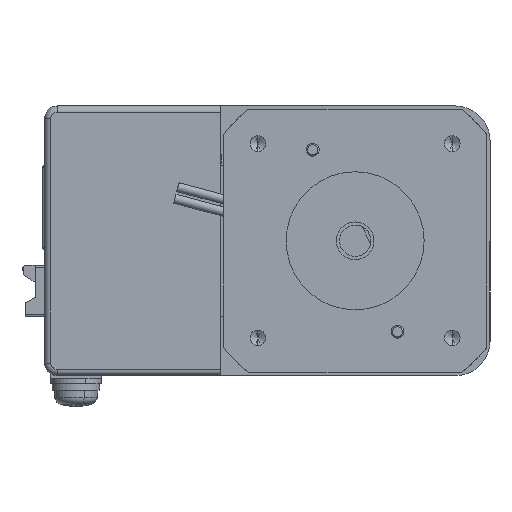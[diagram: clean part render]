
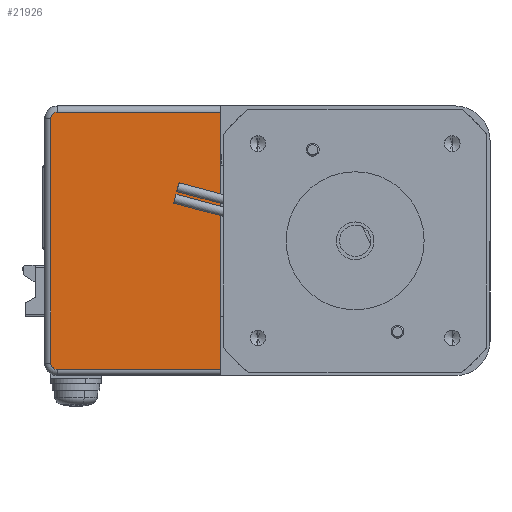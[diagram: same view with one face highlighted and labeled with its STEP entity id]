
A CAD part, left-side view. The second image highlights one B-rep face of the part: STEP entity #21926.
In plain terms, the highlighted planar face has unit normal (-1, 0, 0).
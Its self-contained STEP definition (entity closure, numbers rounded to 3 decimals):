
#2693 = LINE ( 'NONE', #119879, #98981 ) ;
#16301 = CARTESIAN_POINT ( 'NONE',  ( -46., 69., -42. ) ) ;
#16836 = DIRECTION ( 'NONE',  ( -1., 0., 0. ) ) ;
#19611 = PLANE ( 'NONE',  #119117 ) ;
#20137 = CARTESIAN_POINT ( 'NONE',  ( -46., 69., -1. ) ) ;
#21926 = ADVANCED_FACE ( 'NONE', ( #77732 ), #19611, .F. ) ;
#31586 = CARTESIAN_POINT ( 'NONE',  ( -46., 70., -2. ) ) ;
#34276 = CARTESIAN_POINT ( 'NONE',  ( -46., 0., 0. ) ) ;
#37486 = VECTOR ( 'NONE', #164195, 1000. ) ;
#39079 = LINE ( 'NONE', #70417, #124551 ) ;
#39938 = CARTESIAN_POINT ( 'NONE',  ( -46., 43., -1. ) ) ;
#45225 = CIRCLE ( 'NONE', #131709, 1. ) ;
#48391 = ORIENTED_EDGE ( 'NONE', *, *, #77296, .T. ) ;
#58740 = ORIENTED_EDGE ( 'NONE', *, *, #99025, .F. ) ;
#58895 = EDGE_CURVE ( 'NONE', #75801, #152572, #74569, .T. ) ;
#66275 = EDGE_CURVE ( 'NONE', #89788, #75801, #45225, .T. ) ;
#69220 = DIRECTION ( 'NONE',  ( 0., 0., -1. ) ) ;
#70417 = CARTESIAN_POINT ( 'NONE',  ( -46., 0., -1. ) ) ;
#73799 = VERTEX_POINT ( 'NONE', #94116 ) ;
#74569 = LINE ( 'NONE', #135320, #37486 ) ;
#75801 = VERTEX_POINT ( 'NONE', #31586 ) ;
#77296 = EDGE_CURVE ( 'NONE', #175679, #89788, #39079, .T. ) ;
#77732 = FACE_OUTER_BOUND ( 'NONE', #174985, .T. ) ;
#85356 = DIRECTION ( 'NONE',  ( 0., 0., -1. ) ) ;
#89788 = VERTEX_POINT ( 'NONE', #20137 ) ;
#89942 = DIRECTION ( 'NONE',  ( 0., 0., -1. ) ) ;
#92860 = DIRECTION ( 'NONE',  ( 0., -1., 0. ) ) ;
#94116 = CARTESIAN_POINT ( 'NONE',  ( -46., 43., -42. ) ) ;
#94242 = ORIENTED_EDGE ( 'NONE', *, *, #129855, .T. ) ;
#98706 = DIRECTION ( 'NONE',  ( 0., 0., -1. ) ) ;
#98981 = VECTOR ( 'NONE', #92860, 1000. ) ;
#99025 = EDGE_CURVE ( 'NONE', #175679, #73799, #180208, .T. ) ;
#109160 = ORIENTED_EDGE ( 'NONE', *, *, #58895, .T. ) ;
#114556 = AXIS2_PLACEMENT_3D ( 'NONE', #169546, #16836, #85356 ) ;
#116602 = CARTESIAN_POINT ( 'NONE',  ( -46., 70., -41. ) ) ;
#119117 = AXIS2_PLACEMENT_3D ( 'NONE', #34276, #119403, #89942 ) ;
#119403 = DIRECTION ( 'NONE',  ( 1., 0., 0. ) ) ;
#119879 = CARTESIAN_POINT ( 'NONE',  ( -46., 43., -42. ) ) ;
#123837 = CIRCLE ( 'NONE', #114556, 1. ) ;
#124551 = VECTOR ( 'NONE', #152733, 1000. ) ;
#124678 = VERTEX_POINT ( 'NONE', #16301 ) ;
#126903 = DIRECTION ( 'NONE',  ( -1., 0., 0. ) ) ;
#129855 = EDGE_CURVE ( 'NONE', #124678, #73799, #2693, .T. ) ;
#131709 = AXIS2_PLACEMENT_3D ( 'NONE', #139238, #126903, #69220 ) ;
#131841 = VECTOR ( 'NONE', #98706, 1000. ) ;
#135320 = CARTESIAN_POINT ( 'NONE',  ( -46., 70., 0. ) ) ;
#139238 = CARTESIAN_POINT ( 'NONE',  ( -46., 69., -2. ) ) ;
#139288 = CARTESIAN_POINT ( 'NONE',  ( -46., 43., 0. ) ) ;
#140721 = EDGE_CURVE ( 'NONE', #152572, #124678, #123837, .T. ) ;
#152572 = VERTEX_POINT ( 'NONE', #116602 ) ;
#152733 = DIRECTION ( 'NONE',  ( 0., 1., 0. ) ) ;
#164195 = DIRECTION ( 'NONE',  ( 0., 0., -1. ) ) ;
#169546 = CARTESIAN_POINT ( 'NONE',  ( -46., 69., -41. ) ) ;
#171183 = ORIENTED_EDGE ( 'NONE', *, *, #140721, .T. ) ;
#174985 = EDGE_LOOP ( 'NONE', ( #171183, #94242, #58740, #48391, #178159, #109160 ) ) ;
#175679 = VERTEX_POINT ( 'NONE', #39938 ) ;
#178159 = ORIENTED_EDGE ( 'NONE', *, *, #66275, .T. ) ;
#180208 = LINE ( 'NONE', #139288, #131841 ) ;
